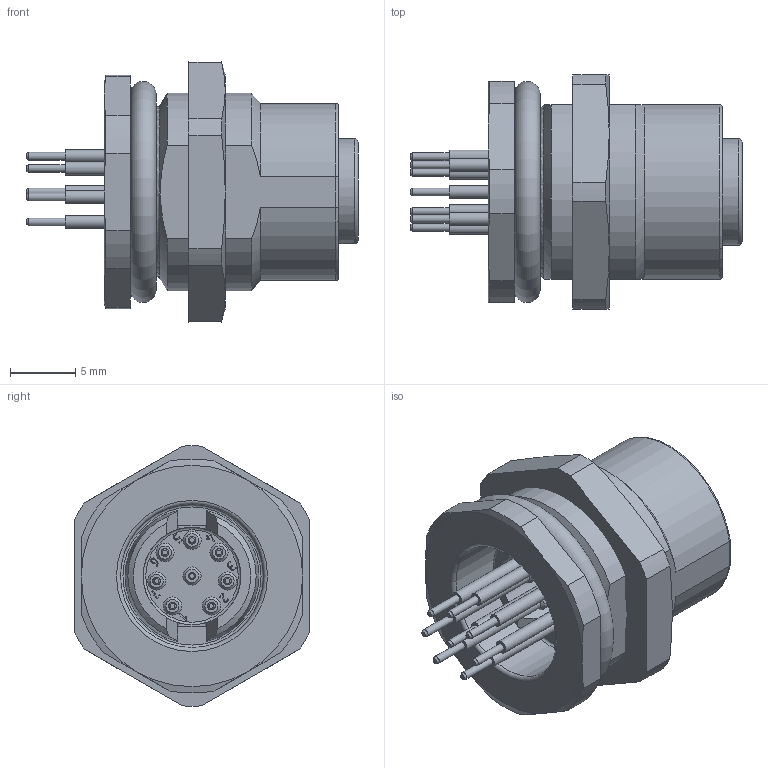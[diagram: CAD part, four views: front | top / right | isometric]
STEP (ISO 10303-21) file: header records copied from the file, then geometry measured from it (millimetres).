
FILE_DESCRIPTION(/* description */ (''),/* implementation_level */ '2;1');
FILE_NAME(/* name */ '09-3482-275-08_bg.stp',/* time_stamp */ '2010-08-19T11:34:49+02:00',/* author */ (''),/* organization */ (''),/* preprocessor_version */ 'ST-DEVELOPER v11',/* originating_system */ 'UGS - NX 5.0',/* authorisation */ '');
FILE_SCHEMA (('CONFIG_CONTROL_DESIGN'));
Length unit declared in the file: millimetre
Products named in the file (1): kbor1D88e30e
Bounding box: 25.5 x 18 x 19.99 mm (x, y, z)
Volume: 2758.3 mm3; surface area: 3561 mm2
Topology: 4 solids, 4 shells, 325 faces, 818 edges, 534 vertices
Faces by surface type: plane 132, cone 84, cylinder 64, extrusion 33, torus 12
Full cylindrical faces by diameter (mm): 0.6 x8, 0.9 x8, 1 x8, 1.4 x8, 7.5 x1, 8.2 x1, 10.917 x1, 11 x1, 12.2 x1, 13.8 x1
Entity records: 10077 total; most frequent: CARTESIAN_POINT 3110, DIRECTION 1351, ORIENTED_EDGE 1332, EDGE_CURVE 666, AXIS2_PLACEMENT_3D 571, VERTEX_POINT 479, EDGE_LOOP 447, ADVANCED_FACE 325
